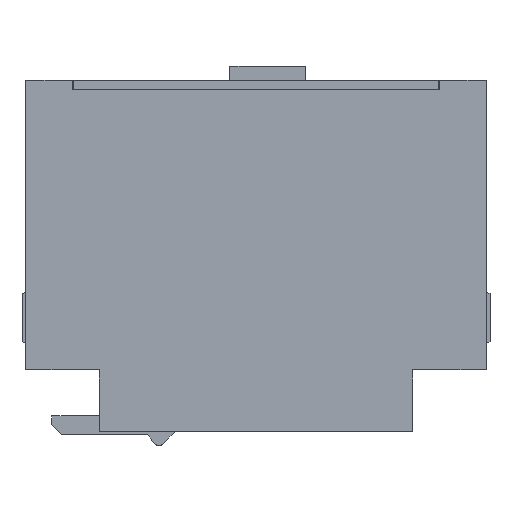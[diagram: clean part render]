
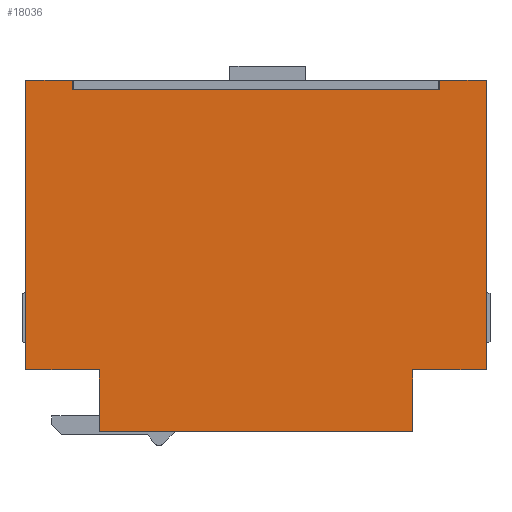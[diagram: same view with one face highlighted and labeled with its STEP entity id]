
A CAD part, left-side view. The second image highlights one B-rep face of the part: STEP entity #18036.
In plain terms, the highlighted planar face has unit normal (-1, 0, 0).
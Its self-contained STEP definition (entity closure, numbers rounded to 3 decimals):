
#8 = LINE ( 'NONE', #21443, #17720 ) ;
#1208 = VERTEX_POINT ( 'NONE', #15090 ) ;
#1327 = EDGE_CURVE ( 'NONE', #12775, #9848, #15437, .T. ) ;
#1423 = CARTESIAN_POINT ( 'NONE',  ( -22.5, 16.5, -37. ) ) ;
#2266 = DIRECTION ( 'NONE',  ( 0., 1., 0. ) ) ;
#2325 = EDGE_CURVE ( 'NONE', #7597, #22638, #6245, .T. ) ;
#2457 = DIRECTION ( 'NONE',  ( 0., 0., -1. ) ) ;
#2762 = VECTOR ( 'NONE', #9437, 1000. ) ;
#2819 = EDGE_CURVE ( 'NONE', #9848, #7597, #7912, .T. ) ;
#3283 = ORIENTED_EDGE ( 'NONE', *, *, #1327, .F. ) ;
#3641 = LINE ( 'NONE', #18134, #21356 ) ;
#3845 = VERTEX_POINT ( 'NONE', #9959 ) ;
#4009 = VERTEX_POINT ( 'NONE', #15607 ) ;
#4373 = VECTOR ( 'NONE', #16949, 1000. ) ;
#4429 = CARTESIAN_POINT ( 'NONE',  ( -22.5, -19.35, -1. ) ) ;
#4578 = EDGE_CURVE ( 'NONE', #13729, #4009, #3641, .T. ) ;
#4631 = ORIENTED_EDGE ( 'NONE', *, *, #9729, .F. ) ;
#4672 = DIRECTION ( 'NONE',  ( 0., 0., 1. ) ) ;
#4980 = VECTOR ( 'NONE', #15043, 1000. ) ;
#5595 = CARTESIAN_POINT ( 'NONE',  ( -22.5, -24.25, -30.5 ) ) ;
#5991 = CARTESIAN_POINT ( 'NONE',  ( -22.5, -16.5, -30.5 ) ) ;
#6245 = LINE ( 'NONE', #5595, #10407 ) ;
#6431 = EDGE_CURVE ( 'NONE', #10938, #20444, #8, .T. ) ;
#6640 = DIRECTION ( 'NONE',  ( 0., 0., 1. ) ) ;
#6821 = ORIENTED_EDGE ( 'NONE', *, *, #2819, .F. ) ;
#7130 = CARTESIAN_POINT ( 'NONE',  ( -22.5, 19.35, -1. ) ) ;
#7134 = CARTESIAN_POINT ( 'NONE',  ( -22.5, 0., 0. ) ) ;
#7533 = AXIS2_PLACEMENT_3D ( 'NONE', #7134, #19486, #8925 ) ;
#7597 = VERTEX_POINT ( 'NONE', #8707 ) ;
#7833 = CARTESIAN_POINT ( 'NONE',  ( -22.5, -24.25, 0. ) ) ;
#7912 = LINE ( 'NONE', #7833, #21421 ) ;
#8195 = ORIENTED_EDGE ( 'NONE', *, *, #20841, .F. ) ;
#8334 = ORIENTED_EDGE ( 'NONE', *, *, #9737, .T. ) ;
#8343 = CARTESIAN_POINT ( 'NONE',  ( -22.5, -24.25, 0. ) ) ;
#8707 = CARTESIAN_POINT ( 'NONE',  ( -22.5, -24.25, -30.5 ) ) ;
#8742 = DIRECTION ( 'NONE',  ( 0., -1., 0. ) ) ;
#8925 = DIRECTION ( 'NONE',  ( 0., 0., 1. ) ) ;
#9280 = CARTESIAN_POINT ( 'NONE',  ( -22.5, 19.35, 0. ) ) ;
#9437 = DIRECTION ( 'NONE',  ( 0., 0., 1. ) ) ;
#9729 = EDGE_CURVE ( 'NONE', #3845, #22049, #17989, .T. ) ;
#9737 = EDGE_CURVE ( 'NONE', #19914, #20444, #17460, .T. ) ;
#9848 = VERTEX_POINT ( 'NONE', #8343 ) ;
#9923 = EDGE_CURVE ( 'NONE', #1208, #12775, #14684, .T. ) ;
#9959 = CARTESIAN_POINT ( 'NONE',  ( -22.5, -16.5, -37. ) ) ;
#10204 = EDGE_CURVE ( 'NONE', #19914, #1208, #19092, .T. ) ;
#10407 = VECTOR ( 'NONE', #14431, 1000. ) ;
#10468 = EDGE_CURVE ( 'NONE', #22049, #13729, #19343, .T. ) ;
#10701 = VECTOR ( 'NONE', #8742, 1000. ) ;
#10775 = ORIENTED_EDGE ( 'NONE', *, *, #10204, .F. ) ;
#10938 = VERTEX_POINT ( 'NONE', #17192 ) ;
#11810 = LINE ( 'NONE', #5991, #20646 ) ;
#12005 = ORIENTED_EDGE ( 'NONE', *, *, #4578, .F. ) ;
#12198 = VECTOR ( 'NONE', #2266, 1000. ) ;
#12315 = EDGE_CURVE ( 'NONE', #4009, #10938, #18496, .T. ) ;
#12427 = FACE_OUTER_BOUND ( 'NONE', #15513, .T. ) ;
#12775 = VERTEX_POINT ( 'NONE', #17931 ) ;
#12813 = DIRECTION ( 'NONE',  ( 0., -1., 0. ) ) ;
#12993 = CARTESIAN_POINT ( 'NONE',  ( -22.5, 19.35, -1. ) ) ;
#13107 = ORIENTED_EDGE ( 'NONE', *, *, #2325, .F. ) ;
#13729 = VERTEX_POINT ( 'NONE', #20565 ) ;
#13838 = CARTESIAN_POINT ( 'NONE',  ( -22.5, -19.35, -1. ) ) ;
#14110 = CARTESIAN_POINT ( 'NONE',  ( -22.5, -16.5, -30.5 ) ) ;
#14187 = PLANE ( 'NONE',  #7533 ) ;
#14431 = DIRECTION ( 'NONE',  ( 0., 1., 0. ) ) ;
#14518 = DIRECTION ( 'NONE',  ( 0., 1., 0. ) ) ;
#14684 = LINE ( 'NONE', #13838, #19363 ) ;
#14812 = DIRECTION ( 'NONE',  ( 0., 0., -1. ) ) ;
#15043 = DIRECTION ( 'NONE',  ( 0., -1., 0. ) ) ;
#15090 = CARTESIAN_POINT ( 'NONE',  ( -22.5, -19.35, -1. ) ) ;
#15437 = LINE ( 'NONE', #17544, #10701 ) ;
#15513 = EDGE_LOOP ( 'NONE', ( #8334, #16780, #20017, #12005, #19366, #4631, #8195, #13107, #6821, #3283, #22250, #10775 ) ) ;
#15607 = CARTESIAN_POINT ( 'NONE',  ( -22.5, 24.25, -30.5 ) ) ;
#16780 = ORIENTED_EDGE ( 'NONE', *, *, #6431, .F. ) ;
#16949 = DIRECTION ( 'NONE',  ( 0., 0., 1. ) ) ;
#16983 = CARTESIAN_POINT ( 'NONE',  ( -22.5, 16.5, -30.5 ) ) ;
#17192 = CARTESIAN_POINT ( 'NONE',  ( -22.5, 24.25, 0. ) ) ;
#17460 = LINE ( 'NONE', #12993, #2762 ) ;
#17544 = CARTESIAN_POINT ( 'NONE',  ( -22.5, -24.25, 0. ) ) ;
#17720 = VECTOR ( 'NONE', #12813, 1000. ) ;
#17931 = CARTESIAN_POINT ( 'NONE',  ( -22.5, -19.35, 0. ) ) ;
#17989 = LINE ( 'NONE', #19992, #12198 ) ;
#18036 = ADVANCED_FACE ( 'NONE', ( #12427 ), #14187, .T. ) ;
#18134 = CARTESIAN_POINT ( 'NONE',  ( -22.5, 24.25, -30.5 ) ) ;
#18496 = LINE ( 'NONE', #22017, #4373 ) ;
#18809 = VECTOR ( 'NONE', #4672, 1000. ) ;
#19092 = LINE ( 'NONE', #4429, #4980 ) ;
#19343 = LINE ( 'NONE', #16983, #18809 ) ;
#19363 = VECTOR ( 'NONE', #6640, 1000. ) ;
#19366 = ORIENTED_EDGE ( 'NONE', *, *, #10468, .F. ) ;
#19486 = DIRECTION ( 'NONE',  ( -1., 0., 0. ) ) ;
#19914 = VERTEX_POINT ( 'NONE', #7130 ) ;
#19992 = CARTESIAN_POINT ( 'NONE',  ( -22.5, 16.5, -37. ) ) ;
#20017 = ORIENTED_EDGE ( 'NONE', *, *, #12315, .F. ) ;
#20444 = VERTEX_POINT ( 'NONE', #9280 ) ;
#20565 = CARTESIAN_POINT ( 'NONE',  ( -22.5, 16.5, -30.5 ) ) ;
#20646 = VECTOR ( 'NONE', #14812, 1000. ) ;
#20841 = EDGE_CURVE ( 'NONE', #22638, #3845, #11810, .T. ) ;
#21356 = VECTOR ( 'NONE', #14518, 1000. ) ;
#21421 = VECTOR ( 'NONE', #2457, 1000. ) ;
#21443 = CARTESIAN_POINT ( 'NONE',  ( -22.5, -24.25, 0. ) ) ;
#22017 = CARTESIAN_POINT ( 'NONE',  ( -22.5, 24.25, 0. ) ) ;
#22049 = VERTEX_POINT ( 'NONE', #1423 ) ;
#22250 = ORIENTED_EDGE ( 'NONE', *, *, #9923, .F. ) ;
#22638 = VERTEX_POINT ( 'NONE', #14110 ) ;
